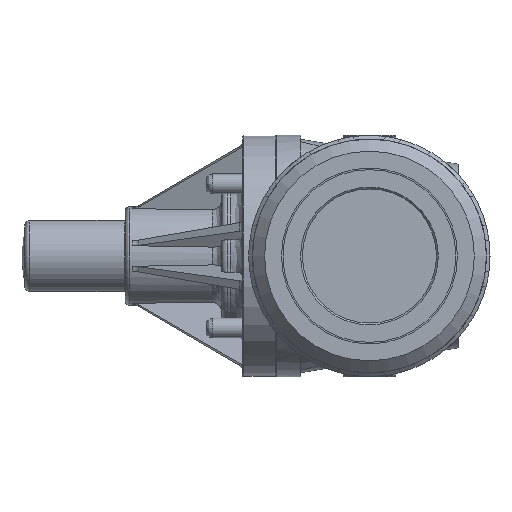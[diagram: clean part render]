
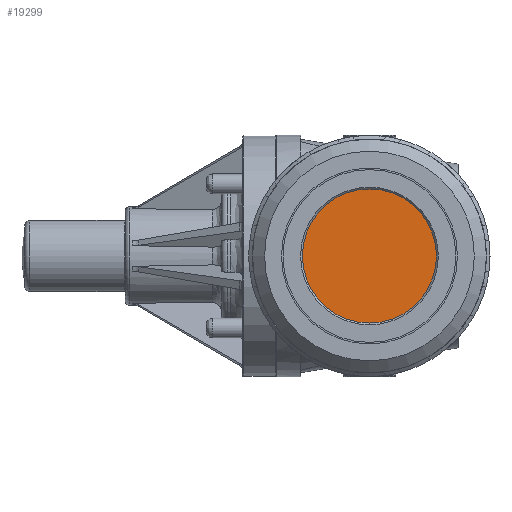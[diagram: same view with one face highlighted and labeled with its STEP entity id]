
A CAD part, left-side view. The second image highlights one B-rep face of the part: STEP entity #19299.
In plain terms, the highlighted planar face has unit normal (-1, 0, 0).
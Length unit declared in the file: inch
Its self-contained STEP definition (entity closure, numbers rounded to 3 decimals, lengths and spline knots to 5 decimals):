
#19283=CARTESIAN_POINT('',(-3.47,1.4733,1.04681));
#19284=DIRECTION('',(-1.0,0.0,0.0));
#19285=DIRECTION('',(0.0,1.0,0.0));
#19286=AXIS2_PLACEMENT_3D('',#19283,#19284,#19285);
#19287=PLANE('',#19286);
#19288=CARTESIAN_POINT('',(-3.47,1.4733,1.10938));
#19289=VERTEX_POINT('',#19288);
#19290=CARTESIAN_POINT('',(-3.47,1.4733,0.));
#19291=DIRECTION('',(-1.0,0.0,0.0));
#19292=DIRECTION('',(0.0,0.0,1.0));
#19293=AXIS2_PLACEMENT_3D('',#19290,#19291,#19292);
#19294=CIRCLE('',#19293,1.10938);
#19295=EDGE_CURVE('',#19289,#19289,#19294,.T.);
#19296=ORIENTED_EDGE('',*,*,#19295,.T.);
#19297=EDGE_LOOP('',(#19296));
#19298=FACE_OUTER_BOUND('',#19297,.T.);
#19299=ADVANCED_FACE('',(#19298),#19287,.T.);
